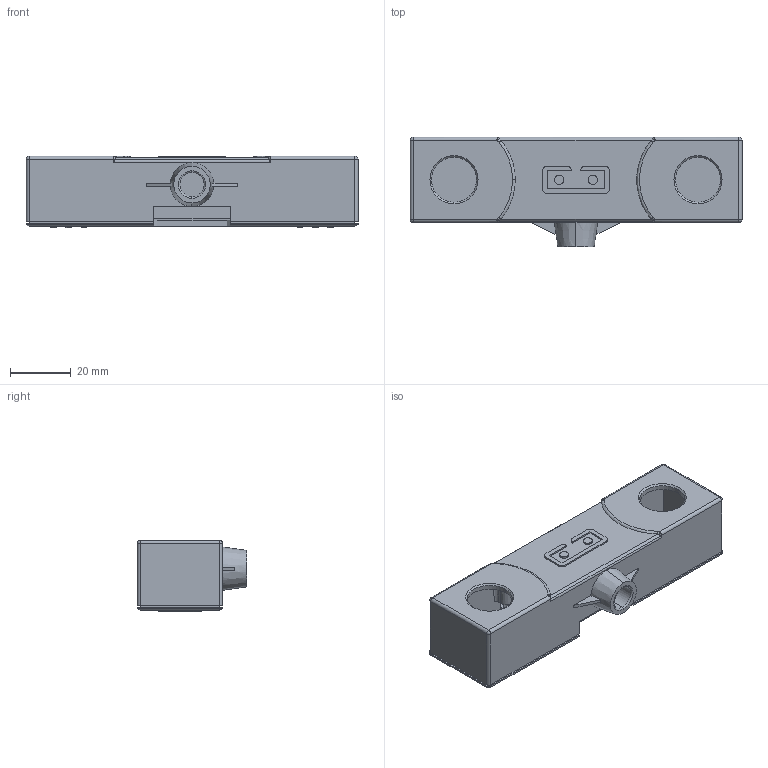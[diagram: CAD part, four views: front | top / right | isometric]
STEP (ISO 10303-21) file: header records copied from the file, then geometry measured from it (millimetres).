
FILE_DESCRIPTION (( 'STEP AP214' ), '1' );
FILE_NAME ('邧醴俋褲.STEP', '2020-10-26T09:55:55', ( '' ), ( '' ), 'SwSTEP 2.0', 'SolidWorks 2020', '' );
FILE_SCHEMA (( 'AUTOMOTIVE_DESIGN' ));
Length unit declared in the file: millimetre
Products named in the file (3): 邧醴籵蚚俋褲 (2); 邧醴俋褲; 邧醴籵蚚俋褲 (1)
Assembly tree (2 placements, depth 2):
  邧醴俋褲
    邧醴籵蚚俋褲 (1)
    邧醴籵蚚俋褲 (2)
Bounding box: 109 x 36 x 23.5 mm (x, y, z)
Volume: 21311.3 mm3; surface area: 24301.9 mm2
Topology: 2 solids, 2 shells, 641 faces, 1682 edges, 1073 vertices
Faces by surface type: plane 328, bspline 142, cylinder 92, cone 32, sphere 28, torus 19
Entity records: 25802 total; most frequent: CARTESIAN_POINT 10877, ORIENTED_EDGE 3300, DIRECTION 2628, EDGE_CURVE 1650, VERTEX_POINT 1073, VECTOR 1040, LINE 1040, AXIS2_PLACEMENT_3D 794
